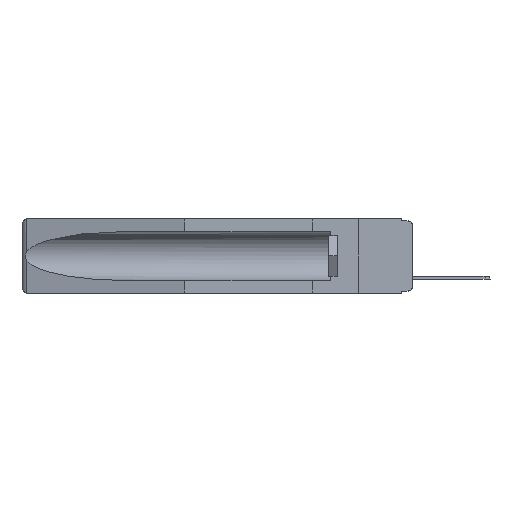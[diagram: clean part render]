
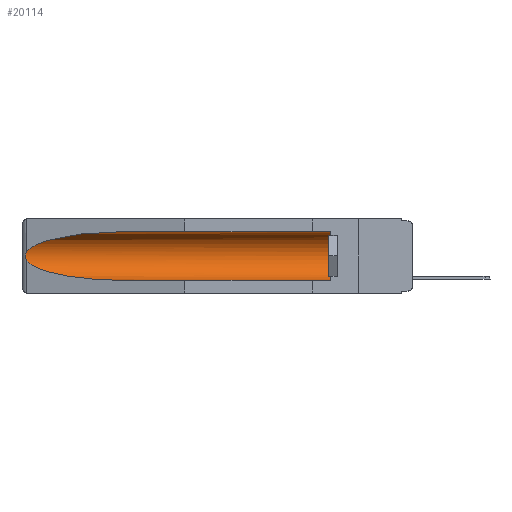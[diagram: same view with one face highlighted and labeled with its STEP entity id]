
A CAD part, left-side view. The second image highlights one B-rep face of the part: STEP entity #20114.
In plain terms, the highlighted cylindrical face has radius 2.857 mm (diameter 5.715 mm), a partial arc.
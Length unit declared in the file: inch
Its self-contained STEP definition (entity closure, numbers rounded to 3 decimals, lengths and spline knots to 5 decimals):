
#118 = EDGE_CURVE ( 'NONE', #12760, #24722, #11767, .T. ) ;
#230 = CARTESIAN_POINT ( 'NONE',  ( 0.155, 0.126, -0.284 ) ) ;
#516 = CARTESIAN_POINT ( 'NONE',  ( 0.155, 0.126, -0.059 ) ) ;
#695 = ORIENTED_EDGE ( 'NONE', *, *, #6682, .T. ) ;
#1199 = VERTEX_POINT ( 'NONE', #11176 ) ;
#1371 =( BOUNDED_CURVE ( )  B_SPLINE_CURVE ( 3, ( #18136, #8261, #10232, #2441 ),
 .UNSPECIFIED., .F., .F. ) 
 B_SPLINE_CURVE_WITH_KNOTS ( ( 4, 4 ),
 ( 4.71239, 6.08839 ),
 .UNSPECIFIED. ) 
 CURVE ( )  GEOMETRIC_REPRESENTATION_ITEM ( )  RATIONAL_B_SPLINE_CURVE ( ( 1., 0.848, 0.848, 1. ) ) 
 REPRESENTATION_ITEM ( '' )  );
#2441 = CARTESIAN_POINT ( 'NONE',  ( 0.26537, 1.52718, -0.14972 ) ) ;
#2905 = ORIENTED_EDGE ( 'NONE', *, *, #118, .F. ) ;
#3008 = CARTESIAN_POINT ( 'NONE',  ( 0.2675, 1.53308, -0.17534 ) ) ;
#3410 = DIRECTION ( 'NONE',  ( 0., 1., 0. ) ) ;
#3414 = CARTESIAN_POINT ( 'NONE',  ( 0.25451, 1.48313, -0.24835 ) ) ;
#3742 = CARTESIAN_POINT ( 'NONE',  ( 0.155, 1.07973, -0.284 ) ) ;
#4246 = ORIENTED_EDGE ( 'NONE', *, *, #4760, .T. ) ;
#4456 = CARTESIAN_POINT ( 'NONE',  ( 0.26537, 1.52718, -0.14972 ) ) ;
#4514 =( BOUNDED_CURVE ( )  B_SPLINE_CURVE ( 3, ( #24771, #3414, #23167, #3742 ),
 .UNSPECIFIED., .F., .F. ) 
 B_SPLINE_CURVE_WITH_KNOTS ( ( 4, 4 ),
 ( 0.1948, 1.5708 ),
 .UNSPECIFIED. ) 
 CURVE ( )  GEOMETRIC_REPRESENTATION_ITEM ( )  RATIONAL_B_SPLINE_CURVE ( ( 1., 0.848, 0.848, 1. ) ) 
 REPRESENTATION_ITEM ( '' )  );
#4760 = EDGE_CURVE ( 'NONE', #19906, #24722, #4514, .T. ) ;
#5442 = CARTESIAN_POINT ( 'NONE',  ( 0.26537, 1.52718, -0.19328 ) ) ;
#5459 = CARTESIAN_POINT ( 'NONE',  ( 0.155, -0.30754, -0.059 ) ) ;
#5709 = ORIENTED_EDGE ( 'NONE', *, *, #24566, .T. ) ;
#6256 = CIRCLE ( 'NONE', #11931, 0.1125 ) ;
#6665 = VERTEX_POINT ( 'NONE', #6745 ) ;
#6682 = EDGE_CURVE ( 'NONE', #12760, #20458, #6256, .T. ) ;
#6745 = CARTESIAN_POINT ( 'NONE',  ( 0.26537, 1.52718, -0.14972 ) ) ;
#6859 = VECTOR ( 'NONE', #23391, 39.37008 ) ;
#8261 = CARTESIAN_POINT ( 'NONE',  ( 0.21114, 1.30732, -0.059 ) ) ;
#10232 = CARTESIAN_POINT ( 'NONE',  ( 0.25451, 1.48313, -0.09465 ) ) ;
#10552 = CARTESIAN_POINT ( 'NONE',  ( 0.2675, 1.53308, -0.16763 ) ) ;
#10794 = CARTESIAN_POINT ( 'NONE',  ( 0.26654, 1.53092, -0.15636 ) ) ;
#11176 = CARTESIAN_POINT ( 'NONE',  ( 0.155, 1.07973, -0.059 ) ) ;
#11242 = LINE ( 'NONE', #5459, #22524 ) ;
#11767 = LINE ( 'NONE', #11824, #6859 ) ;
#11824 = CARTESIAN_POINT ( 'NONE',  ( 0.155, -0.30754, -0.284 ) ) ;
#11931 = AXIS2_PLACEMENT_3D ( 'NONE', #21865, #14135, #13861 ) ;
#12077 = DIRECTION ( 'NONE',  ( 0., 1., 0. ) ) ;
#12760 = VERTEX_POINT ( 'NONE', #230 ) ;
#13676 = FACE_OUTER_BOUND ( 'NONE', #14995, .T. ) ;
#13861 = DIRECTION ( 'NONE',  ( 0., 0., 1. ) ) ;
#14135 = DIRECTION ( 'NONE',  ( 0., -1., 0. ) ) ;
#14205 = CARTESIAN_POINT ( 'NONE',  ( 0.155, -0.30754, -0.1715 ) ) ;
#14673 = CARTESIAN_POINT ( 'NONE',  ( 0.2673, 1.5327, -0.16383 ) ) ;
#14995 = EDGE_LOOP ( 'NONE', ( #16847, #18150, #4246, #2905, #695, #5709 ) ) ;
#16626 = CARTESIAN_POINT ( 'NONE',  ( 0.26597, 1.5296, -0.19026 ) ) ;
#16716 = CARTESIAN_POINT ( 'NONE',  ( 0.2673, 1.53269, -0.17917 ) ) ;
#16847 = ORIENTED_EDGE ( 'NONE', *, *, #20135, .T. ) ;
#17803 = CARTESIAN_POINT ( 'NONE',  ( 0.155, 1.07973, -0.284 ) ) ;
#17961 = DIRECTION ( 'NONE',  ( 0., 0., 1. ) ) ;
#18130 = B_SPLINE_CURVE_WITH_KNOTS ( 'NONE', 3,
 ( #4456, #20144, #10794, #14673, #10552, #3008, #16716, #18282, #16626, #24295 ),
 .UNSPECIFIED., .F., .F.,
 ( 4, 2, 2, 2, 4 ),
 ( 0., 0.00029, 0.00058, 0.00087, 0.00117 ),
 .UNSPECIFIED. ) ;
#18136 = CARTESIAN_POINT ( 'NONE',  ( 0.155, 1.07973, -0.059 ) ) ;
#18150 = ORIENTED_EDGE ( 'NONE', *, *, #19431, .T. ) ;
#18282 = CARTESIAN_POINT ( 'NONE',  ( 0.26655, 1.53094, -0.18657 ) ) ;
#19431 = EDGE_CURVE ( 'NONE', #6665, #19906, #18130, .T. ) ;
#19906 = VERTEX_POINT ( 'NONE', #5442 ) ;
#20114 = ADVANCED_FACE ( 'NONE', ( #13676 ), #20371, .F. ) ;
#20135 = EDGE_CURVE ( 'NONE', #1199, #6665, #1371, .T. ) ;
#20144 = CARTESIAN_POINT ( 'NONE',  ( 0.26597, 1.52961, -0.15275 ) ) ;
#20303 = AXIS2_PLACEMENT_3D ( 'NONE', #14205, #12077, #17961 ) ;
#20371 = CYLINDRICAL_SURFACE ( 'NONE', #20303, 0.1125 ) ;
#20458 = VERTEX_POINT ( 'NONE', #516 ) ;
#21865 = CARTESIAN_POINT ( 'NONE',  ( 0.155, 0.126, -0.1715 ) ) ;
#22524 = VECTOR ( 'NONE', #3410, 39.37008 ) ;
#23167 = CARTESIAN_POINT ( 'NONE',  ( 0.21114, 1.30732, -0.284 ) ) ;
#23391 = DIRECTION ( 'NONE',  ( 0., 1., 0. ) ) ;
#24295 = CARTESIAN_POINT ( 'NONE',  ( 0.26537, 1.52718, -0.19328 ) ) ;
#24566 = EDGE_CURVE ( 'NONE', #20458, #1199, #11242, .T. ) ;
#24722 = VERTEX_POINT ( 'NONE', #17803 ) ;
#24771 = CARTESIAN_POINT ( 'NONE',  ( 0.26537, 1.52718, -0.19328 ) ) ;
